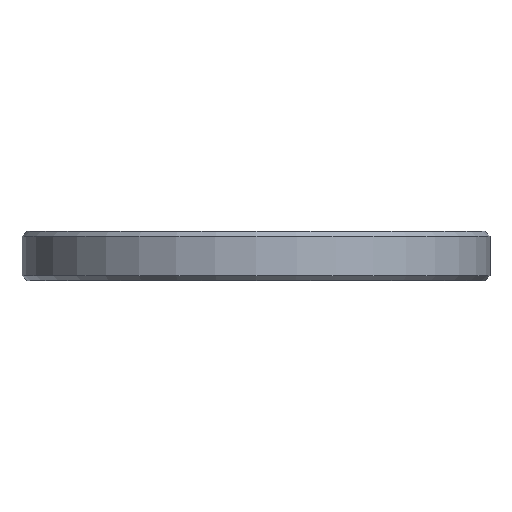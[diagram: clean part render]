
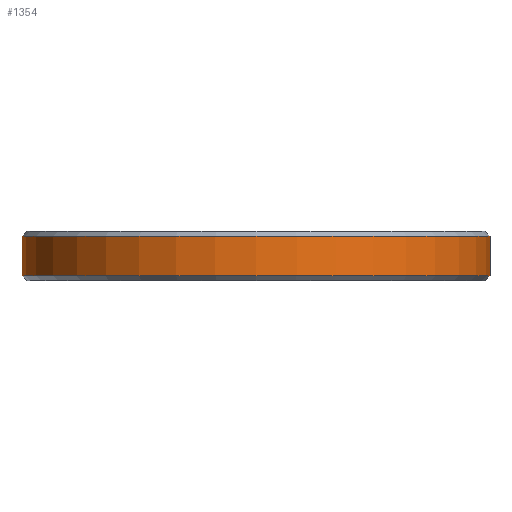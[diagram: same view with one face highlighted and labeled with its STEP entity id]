
A CAD part, front view. The second image highlights one B-rep face of the part: STEP entity #1354.
In plain terms, the highlighted cylindrical face has radius 95 mm (diameter 190 mm), a full revolution.
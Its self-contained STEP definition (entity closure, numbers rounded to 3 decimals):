
#74 = CONICAL_SURFACE('',#75,95.,0.785);
#75 = AXIS2_PLACEMENT_3D('',#76,#77,#78);
#76 = CARTESIAN_POINT('',(0.,0.,18.));
#77 = DIRECTION('',(-0.,-0.,-1.));
#78 = DIRECTION('',(1.,0.,0.));
#546 = VERTEX_POINT('',#547);
#547 = CARTESIAN_POINT('',(95.,0.,18.));
#566 = EDGE_CURVE('',#546,#546,#567,.T.);
#567 = SURFACE_CURVE('',#568,(#573,#580),.PCURVE_S1.);
#568 = CIRCLE('',#569,95.);
#569 = AXIS2_PLACEMENT_3D('',#570,#571,#572);
#570 = CARTESIAN_POINT('',(0.,0.,18.));
#571 = DIRECTION('',(0.,0.,1.));
#572 = DIRECTION('',(1.,0.,0.));
#573 = PCURVE('',#74,#574);
#574 = DEFINITIONAL_REPRESENTATION('',(#575),#579);
#575 = LINE('',#576,#577);
#576 = CARTESIAN_POINT('',(-0.,-0.));
#577 = VECTOR('',#578,1.);
#578 = DIRECTION('',(-1.,-0.));
#579 = ( GEOMETRIC_REPRESENTATION_CONTEXT(2) 
PARAMETRIC_REPRESENTATION_CONTEXT() REPRESENTATION_CONTEXT('2D SPACE',''
  ) );
#580 = PCURVE('',#581,#586);
#581 = CYLINDRICAL_SURFACE('',#582,95.);
#582 = AXIS2_PLACEMENT_3D('',#583,#584,#585);
#583 = CARTESIAN_POINT('',(0.,0.,0.));
#584 = DIRECTION('',(-0.,-0.,-1.));
#585 = DIRECTION('',(1.,0.,0.));
#586 = DEFINITIONAL_REPRESENTATION('',(#587),#591);
#587 = LINE('',#588,#589);
#588 = CARTESIAN_POINT('',(-0.,-18.));
#589 = VECTOR('',#590,1.);
#590 = DIRECTION('',(-1.,0.));
#591 = ( GEOMETRIC_REPRESENTATION_CONTEXT(2) 
PARAMETRIC_REPRESENTATION_CONTEXT() REPRESENTATION_CONTEXT('2D SPACE',''
  ) );
#1354 = ADVANCED_FACE('',(#1355),#581,.T.);
#1355 = FACE_BOUND('',#1356,.F.);
#1356 = EDGE_LOOP('',(#1357,#1380,#1381,#1382));
#1357 = ORIENTED_EDGE('',*,*,#1358,.T.);
#1358 = EDGE_CURVE('',#1359,#546,#1361,.T.);
#1359 = VERTEX_POINT('',#1360);
#1360 = CARTESIAN_POINT('',(95.,0.,2.));
#1361 = SEAM_CURVE('',#1362,(#1366,#1373),.PCURVE_S1.);
#1362 = LINE('',#1363,#1364);
#1363 = CARTESIAN_POINT('',(95.,0.,0.));
#1364 = VECTOR('',#1365,1.);
#1365 = DIRECTION('',(0.,0.,1.));
#1366 = PCURVE('',#581,#1367);
#1367 = DEFINITIONAL_REPRESENTATION('',(#1368),#1372);
#1368 = LINE('',#1369,#1370);
#1369 = CARTESIAN_POINT('',(-0.,0.));
#1370 = VECTOR('',#1371,1.);
#1371 = DIRECTION('',(-0.,-1.));
#1372 = ( GEOMETRIC_REPRESENTATION_CONTEXT(2) 
PARAMETRIC_REPRESENTATION_CONTEXT() REPRESENTATION_CONTEXT('2D SPACE',''
  ) );
#1373 = PCURVE('',#581,#1374);
#1374 = DEFINITIONAL_REPRESENTATION('',(#1375),#1379);
#1375 = LINE('',#1376,#1377);
#1376 = CARTESIAN_POINT('',(-6.283,0.));
#1377 = VECTOR('',#1378,1.);
#1378 = DIRECTION('',(-0.,-1.));
#1379 = ( GEOMETRIC_REPRESENTATION_CONTEXT(2) 
PARAMETRIC_REPRESENTATION_CONTEXT() REPRESENTATION_CONTEXT('2D SPACE',''
  ) );
#1380 = ORIENTED_EDGE('',*,*,#566,.T.);
#1381 = ORIENTED_EDGE('',*,*,#1358,.F.);
#1382 = ORIENTED_EDGE('',*,*,#1383,.F.);
#1383 = EDGE_CURVE('',#1359,#1359,#1384,.T.);
#1384 = SURFACE_CURVE('',#1385,(#1390,#1397),.PCURVE_S1.);
#1385 = CIRCLE('',#1386,95.);
#1386 = AXIS2_PLACEMENT_3D('',#1387,#1388,#1389);
#1387 = CARTESIAN_POINT('',(0.,0.,2.));
#1388 = DIRECTION('',(0.,0.,1.));
#1389 = DIRECTION('',(1.,0.,0.));
#1390 = PCURVE('',#581,#1391);
#1391 = DEFINITIONAL_REPRESENTATION('',(#1392),#1396);
#1392 = LINE('',#1393,#1394);
#1393 = CARTESIAN_POINT('',(-0.,-2.));
#1394 = VECTOR('',#1395,1.);
#1395 = DIRECTION('',(-1.,0.));
#1396 = ( GEOMETRIC_REPRESENTATION_CONTEXT(2) 
PARAMETRIC_REPRESENTATION_CONTEXT() REPRESENTATION_CONTEXT('2D SPACE',''
  ) );
#1397 = PCURVE('',#1398,#1403);
#1398 = CONICAL_SURFACE('',#1399,95.,0.785);
#1399 = AXIS2_PLACEMENT_3D('',#1400,#1401,#1402);
#1400 = CARTESIAN_POINT('',(0.,0.,2.));
#1401 = DIRECTION('',(0.,0.,1.));
#1402 = DIRECTION('',(1.,0.,0.));
#1403 = DEFINITIONAL_REPRESENTATION('',(#1404),#1408);
#1404 = LINE('',#1405,#1406);
#1405 = CARTESIAN_POINT('',(0.,0.));
#1406 = VECTOR('',#1407,1.);
#1407 = DIRECTION('',(1.,0.));
#1408 = ( GEOMETRIC_REPRESENTATION_CONTEXT(2) 
PARAMETRIC_REPRESENTATION_CONTEXT() REPRESENTATION_CONTEXT('2D SPACE',''
  ) );
